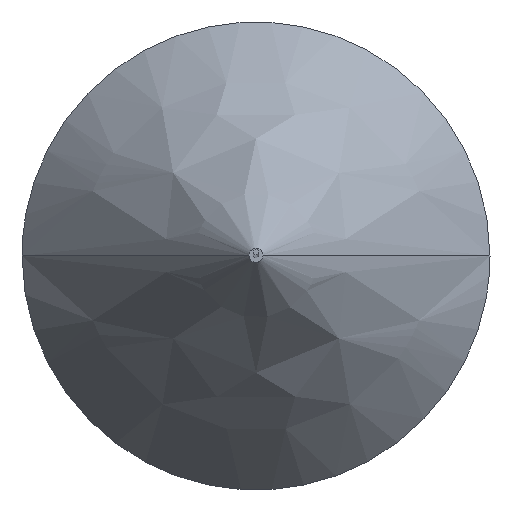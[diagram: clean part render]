
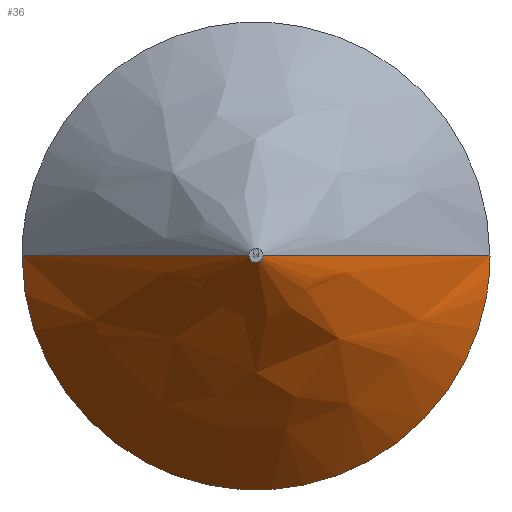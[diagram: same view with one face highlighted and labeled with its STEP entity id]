
A CAD part, top view. The second image highlights one B-rep face of the part: STEP entity #36.
In plain terms, the highlighted free-form (B-spline) face has degree [2, 1] with [5, 2] control points.
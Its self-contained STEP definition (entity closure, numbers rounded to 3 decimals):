
#36=ADVANCED_FACE('',(#48),#170,.T.);
#48=FACE_OUTER_BOUND('',#60,.T.);
#60=EDGE_LOOP('',(#79,#80,#81,#82));
#79=ORIENTED_EDGE('',*,*,#113,.F.);
#80=ORIENTED_EDGE('',*,*,#114,.T.);
#81=ORIENTED_EDGE('',*,*,#111,.T.);
#82=ORIENTED_EDGE('',*,*,#115,.F.);
#111=EDGE_CURVE('',#155,#158,#131,.T.);
#113=EDGE_CURVE('',#157,#156,#133,.T.);
#114=EDGE_CURVE('',#157,#155,#149,.T.);
#115=EDGE_CURVE('',#156,#158,#150,.T.);
#131=(
BOUNDED_CURVE()
B_SPLINE_CURVE(2,(#348,#349,#350,#351,#352),.UNSPECIFIED.,.F.,.F.)
B_SPLINE_CURVE_WITH_KNOTS((3,2,3),(-215.537,-161.653,
-107.769),.UNSPECIFIED.)
CURVE()
GEOMETRIC_REPRESENTATION_ITEM()
RATIONAL_B_SPLINE_CURVE((1.,0.707,1.,0.707,1.))
REPRESENTATION_ITEM('')
);
#133=(
BOUNDED_CURVE()
B_SPLINE_CURVE(2,(#358,#359,#360,#361,#362),.UNSPECIFIED.,.F.,.F.)
B_SPLINE_CURVE_WITH_KNOTS((3,2,3),(12.566,18.85,25.133),
 .UNSPECIFIED.)
CURVE()
GEOMETRIC_REPRESENTATION_ITEM()
RATIONAL_B_SPLINE_CURVE((1.,0.707,1.,0.707,1.))
REPRESENTATION_ITEM('')
);
#149=B_SPLINE_CURVE_WITH_KNOTS('',1,(#363,#364),.UNSPECIFIED.,.F.,.F.,(2,
2),(33.364,1105.184),.UNSPECIFIED.);
#150=B_SPLINE_CURVE_WITH_KNOTS('',1,(#365,#366),.UNSPECIFIED.,.F.,.F.,(2,
2),(33.364,1105.184),.UNSPECIFIED.);
#155=VERTEX_POINT('',#344);
#156=VERTEX_POINT('',#345);
#157=VERTEX_POINT('',#346);
#158=VERTEX_POINT('',#347);
#170=(
BOUNDED_SURFACE()
B_SPLINE_SURFACE(2,1,((#334,#335),(#336,#337),(#338,#339),(#340,#341),(#342,
#343)),.UNSPECIFIED.,.F.,.F.,.F.)
B_SPLINE_SURFACE_WITH_KNOTS((3,2,3),(2,2),(107.769,161.653,
215.537),(0.,1105.184),.UNSPECIFIED.)
GEOMETRIC_REPRESENTATION_ITEM()
RATIONAL_B_SPLINE_SURFACE(((1.,1.),(0.707,0.707),
(1.,1.),(0.707,0.707),(1.,1.)))
REPRESENTATION_ITEM('')
SURFACE()
);
#334=CARTESIAN_POINT('',(0.,0.,910.122));
#335=CARTESIAN_POINT('',(132.5,0.,740.122));
#336=CARTESIAN_POINT('',(0.,0.,910.122));
#337=CARTESIAN_POINT('',(132.5,-132.5,740.122));
#338=CARTESIAN_POINT('',(0.,0.,910.122));
#339=CARTESIAN_POINT('',(0.,-132.5,740.122));
#340=CARTESIAN_POINT('',(0.,0.,910.122));
#341=CARTESIAN_POINT('',(-132.5,-132.5,740.122));
#342=CARTESIAN_POINT('',(0.,0.,910.122));
#343=CARTESIAN_POINT('',(-132.5,0.,740.122));
#344=CARTESIAN_POINT('',(-132.5,0.,740.122));
#345=CARTESIAN_POINT('',(4.,0.,904.99));
#346=CARTESIAN_POINT('',(-4.,0.,904.99));
#347=CARTESIAN_POINT('',(132.5,0.,740.122));
#348=CARTESIAN_POINT('',(-132.5,0.,740.122));
#349=CARTESIAN_POINT('',(-132.5,-132.5,740.122));
#350=CARTESIAN_POINT('',(0.,-132.5,740.122));
#351=CARTESIAN_POINT('',(132.5,-132.5,740.122));
#352=CARTESIAN_POINT('',(132.5,0.,740.122));
#358=CARTESIAN_POINT('',(-4.,0.,904.99));
#359=CARTESIAN_POINT('',(-4.,-4.,904.99));
#360=CARTESIAN_POINT('',(0.,-4.,904.99));
#361=CARTESIAN_POINT('',(4.,-4.,904.99));
#362=CARTESIAN_POINT('',(4.,0.,904.99));
#363=CARTESIAN_POINT('',(-4.,0.,904.99));
#364=CARTESIAN_POINT('',(-132.5,0.,740.122));
#365=CARTESIAN_POINT('',(4.,0.,904.99));
#366=CARTESIAN_POINT('',(132.5,0.,740.122));
